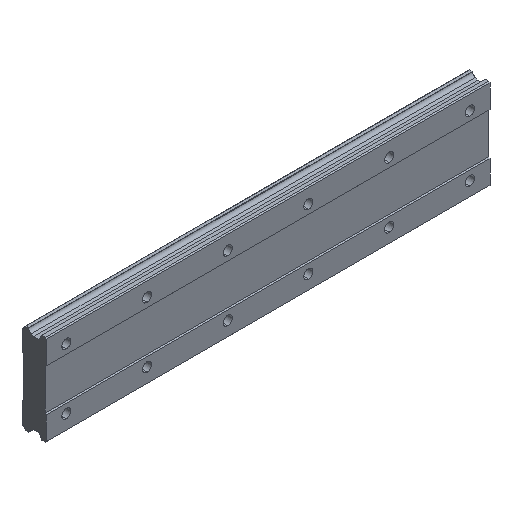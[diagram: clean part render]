
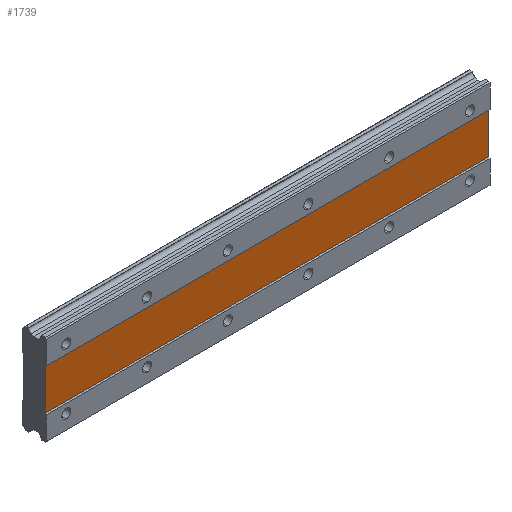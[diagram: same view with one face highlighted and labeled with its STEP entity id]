
A CAD part, isometric view. The second image highlights one B-rep face of the part: STEP entity #1739.
In plain terms, the highlighted planar face has unit normal (0, -1, 0).
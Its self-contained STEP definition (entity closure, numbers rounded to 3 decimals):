
#107 = EDGE_CURVE ( 'NONE', #1930, #2491, #1825, .T. ) ;
#134 = ORIENTED_EDGE ( 'NONE', *, *, #1827, .F. ) ;
#160 = ORIENTED_EDGE ( 'NONE', *, *, #107, .F. ) ;
#304 = ORIENTED_EDGE ( 'NONE', *, *, #2207, .F. ) ;
#311 = EDGE_LOOP ( 'NONE', ( #1098, #160, #134, #304 ) ) ;
#637 = LINE ( 'NONE', #2498, #2195 ) ;
#745 = LINE ( 'NONE', #1179, #1711 ) ;
#874 = DIRECTION ( 'NONE',  ( 0., 0., -1. ) ) ;
#946 = CARTESIAN_POINT ( 'NONE',  ( 420., 1., -20. ) ) ;
#1031 = AXIS2_PLACEMENT_3D ( 'NONE', #2281, #1367, #2502 ) ;
#1098 = ORIENTED_EDGE ( 'NONE', *, *, #1148, .F. ) ;
#1120 = VECTOR ( 'NONE', #2841, 1000. ) ;
#1148 = EDGE_CURVE ( 'NONE', #2491, #1378, #1959, .T. ) ;
#1179 = CARTESIAN_POINT ( 'NONE',  ( 420., 1., 20. ) ) ;
#1212 = CARTESIAN_POINT ( 'NONE',  ( -20., 1., -20. ) ) ;
#1272 = VERTEX_POINT ( 'NONE', #1597 ) ;
#1367 = DIRECTION ( 'NONE',  ( 0., 1., 0. ) ) ;
#1378 = VERTEX_POINT ( 'NONE', #1212 ) ;
#1581 = PLANE ( 'NONE',  #1031 ) ;
#1597 = CARTESIAN_POINT ( 'NONE',  ( -20., 1., 20. ) ) ;
#1711 = VECTOR ( 'NONE', #2585, 1000. ) ;
#1739 = ADVANCED_FACE ( 'NONE', ( #2787 ), #1581, .F. ) ;
#1825 = LINE ( 'NONE', #2244, #1943 ) ;
#1827 = EDGE_CURVE ( 'NONE', #1272, #1930, #745, .T. ) ;
#1930 = VERTEX_POINT ( 'NONE', #2145 ) ;
#1943 = VECTOR ( 'NONE', #874, 1000. ) ;
#1959 = LINE ( 'NONE', #2884, #1120 ) ;
#2145 = CARTESIAN_POINT ( 'NONE',  ( 420., 1., 20. ) ) ;
#2195 = VECTOR ( 'NONE', #2369, 1000. ) ;
#2207 = EDGE_CURVE ( 'NONE', #1378, #1272, #637, .T. ) ;
#2244 = CARTESIAN_POINT ( 'NONE',  ( 420., 1., 20. ) ) ;
#2281 = CARTESIAN_POINT ( 'NONE',  ( 420., 1., 20. ) ) ;
#2369 = DIRECTION ( 'NONE',  ( 0., 0., 1. ) ) ;
#2491 = VERTEX_POINT ( 'NONE', #946 ) ;
#2498 = CARTESIAN_POINT ( 'NONE',  ( -20., 1., 20. ) ) ;
#2502 = DIRECTION ( 'NONE',  ( 0., 0., 1. ) ) ;
#2585 = DIRECTION ( 'NONE',  ( 1., 0., 0. ) ) ;
#2787 = FACE_OUTER_BOUND ( 'NONE', #311, .T. ) ;
#2841 = DIRECTION ( 'NONE',  ( -1., 0., 0. ) ) ;
#2884 = CARTESIAN_POINT ( 'NONE',  ( 420., 1., -20. ) ) ;
